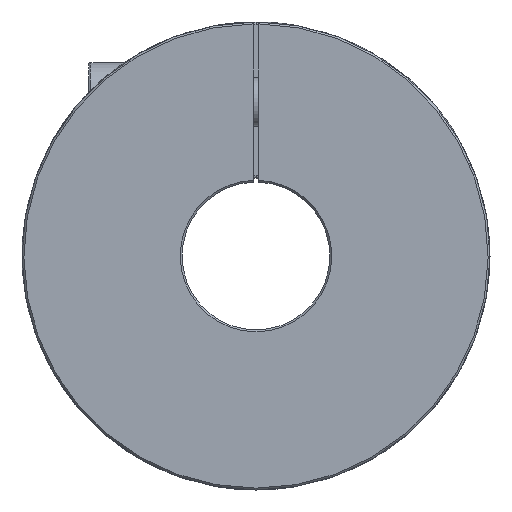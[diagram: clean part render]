
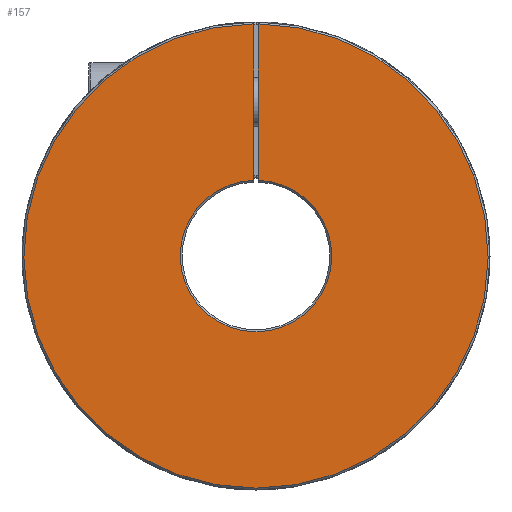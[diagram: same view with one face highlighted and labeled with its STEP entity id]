
A CAD part, left-side view. The second image highlights one B-rep face of the part: STEP entity #157.
In plain terms, the highlighted planar face has unit normal (-1, 0, 0).
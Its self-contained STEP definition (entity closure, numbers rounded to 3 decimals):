
#22 = EDGE_CURVE ( 'NONE', #655, #656, #2966, .T. ) ;
#157 = ADVANCED_FACE ( 'NONE', ( #3059 ), #3938, .T. ) ;
#417 = EDGE_CURVE ( 'NONE', #696, #697, #4849, .T. ) ;
#420 = EDGE_CURVE ( 'NONE', #696, #655, #4860, .T. ) ;
#421 = EDGE_CURVE ( 'NONE', #695, #697, #4862, .T. ) ;
#422 = EDGE_CURVE ( 'NONE', #656, #695, #4845, .T. ) ;
#655 = VERTEX_POINT ( 'NONE', #6734 ) ;
#656 = VERTEX_POINT ( 'NONE', #6735 ) ;
#695 = VERTEX_POINT ( 'NONE', #6774 ) ;
#696 = VERTEX_POINT ( 'NONE', #6775 ) ;
#697 = VERTEX_POINT ( 'NONE', #6776 ) ;
#884 = ORIENTED_EDGE ( 'NONE', *, *, #422, .F. ) ;
#885 = ORIENTED_EDGE ( 'NONE', *, *, #22, .F. ) ;
#886 = ORIENTED_EDGE ( 'NONE', *, *, #420, .F. ) ;
#887 = ORIENTED_EDGE ( 'NONE', *, *, #417, .T. ) ;
#888 = ORIENTED_EDGE ( 'NONE', *, *, #421, .F. ) ;
#2814 = CARTESIAN_POINT ( 'NONE',  ( -63., 0., 0. ) ) ;
#2815 = DIRECTION ( 'NONE',  ( -1., 0., 0. ) ) ;
#2816 = DIRECTION ( 'NONE',  ( 0., 0., -1. ) ) ;
#2966 = CIRCLE ( 'NONE', #3291, 15.381 ) ;
#3059 = FACE_OUTER_BOUND ( 'NONE', #10027, .T. ) ;
#3291 = AXIS2_PLACEMENT_3D ( 'NONE', #2814, #2815, #2816 ) ;
#3340 = AXIS2_PLACEMENT_3D ( 'NONE', #3937, #3943, #3944 ) ;
#3937 = CARTESIAN_POINT ( 'NONE',  ( -63., 0., 0. ) ) ;
#3938 = PLANE ( 'NONE',  #3340 ) ;
#3943 = DIRECTION ( 'NONE',  ( -1., 0., 0. ) ) ;
#3944 = DIRECTION ( 'NONE',  ( 0., 0., -1. ) ) ;
#4845 = LINE ( 'NONE', #5982, #4851 ) ;
#4847 = VECTOR ( 'NONE', #5970, 1000. ) ;
#4849 = LINE ( 'NONE', #5969, #4847 ) ;
#4851 = VECTOR ( 'NONE', #5983, 1000. ) ;
#4860 = CIRCLE ( 'NONE', #5323, 15.381 ) ;
#4862 = CIRCLE ( 'NONE', #5321, 47.119 ) ;
#5321 = AXIS2_PLACEMENT_3D ( 'NONE', #5978, #5980, #5981 ) ;
#5323 = AXIS2_PLACEMENT_3D ( 'NONE', #5975, #5976, #5977 ) ;
#5969 = CARTESIAN_POINT ( 'NONE',  ( -63., 0.5, 0. ) ) ;
#5970 = DIRECTION ( 'NONE',  ( 0., 0., 1. ) ) ;
#5975 = CARTESIAN_POINT ( 'NONE',  ( -63., 0., 0. ) ) ;
#5976 = DIRECTION ( 'NONE',  ( -1., 0., 0. ) ) ;
#5977 = DIRECTION ( 'NONE',  ( 0., 0., -1. ) ) ;
#5978 = CARTESIAN_POINT ( 'NONE',  ( -63., 0., 0. ) ) ;
#5980 = DIRECTION ( 'NONE',  ( 1., 0., 0. ) ) ;
#5981 = DIRECTION ( 'NONE',  ( 0., 0., -1. ) ) ;
#5982 = CARTESIAN_POINT ( 'NONE',  ( -63., -0.5, 0. ) ) ;
#5983 = DIRECTION ( 'NONE',  ( 0., 0., 1. ) ) ;
#6734 = CARTESIAN_POINT ( 'NONE',  ( -63., 0., -15.381 ) ) ;
#6735 = CARTESIAN_POINT ( 'NONE',  ( -63., -0.5, 15.373 ) ) ;
#6774 = CARTESIAN_POINT ( 'NONE',  ( -63., -0.5, 47.116 ) ) ;
#6775 = CARTESIAN_POINT ( 'NONE',  ( -63., 0.5, 15.373 ) ) ;
#6776 = CARTESIAN_POINT ( 'NONE',  ( -63., 0.5, 47.116 ) ) ;
#10027 = EDGE_LOOP ( 'NONE', ( #884, #885, #886, #887, #888 ) ) ;
